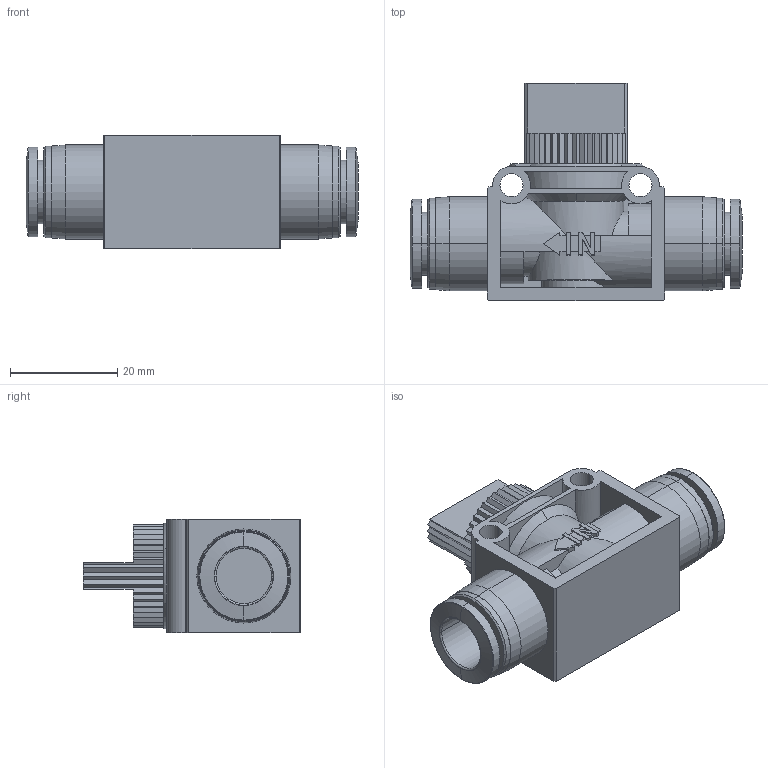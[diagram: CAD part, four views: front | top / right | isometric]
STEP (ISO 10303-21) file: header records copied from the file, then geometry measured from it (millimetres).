
FILE_DESCRIPTION (( 'STEP AP214' ), '1' );
FILE_NAME ('HVU10M.step', '2016-02-24T20:38:30', ( '' ), ( '' ), 'SwSTEP 2.0', 'SolidWorks 2015', '' );
FILE_SCHEMA (( 'AUTOMOTIVE_DESIGN' ));
Length unit declared in the file: inch
Products named in the file (1): HVU10M
Bounding box: 61.8 x 40.5 x 21.2 mm (x, y, z)
Volume: 18622.5 mm3; surface area: 10533.6 mm2
Topology: 1 solids, 1 shells, 301 faces, 829 edges, 546 vertices
Faces by surface type: plane 214, cylinder 60, cone 19, bspline 4, torus 4
Entity records: 13769 total; most frequent: CARTESIAN_POINT 2087, ORIENTED_EDGE 1658, DIRECTION 1554, EDGE_CURVE 829, LINE 604, VECTOR 604, VERTEX_POINT 546, AXIS2_PLACEMENT_3D 475
